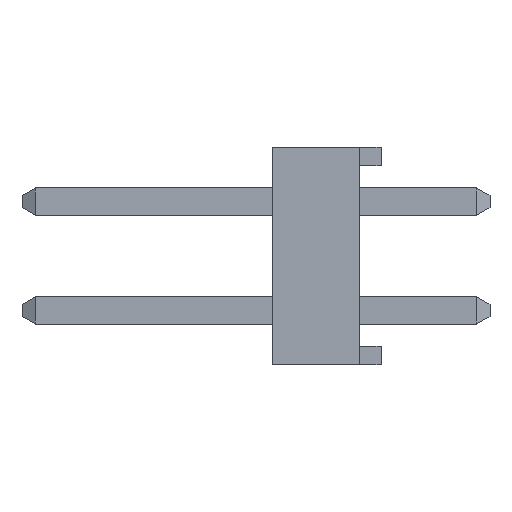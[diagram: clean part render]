
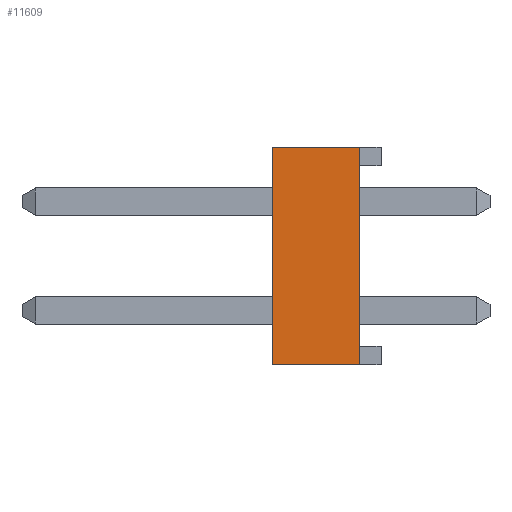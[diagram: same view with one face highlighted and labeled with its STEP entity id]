
A CAD part, left-side view. The second image highlights one B-rep face of the part: STEP entity #11609.
In plain terms, the highlighted planar face has unit normal (-1, 0, 0).
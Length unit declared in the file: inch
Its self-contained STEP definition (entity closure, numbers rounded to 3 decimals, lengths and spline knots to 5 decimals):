
#1199=ORIENTED_EDGE('',*,*,#4211,.F.);
#1200=ORIENTED_EDGE('',*,*,#3661,.F.);
#1201=ORIENTED_EDGE('',*,*,#4212,.F.);
#1202=ORIENTED_EDGE('',*,*,#3750,.T.);
#3661=EDGE_CURVE('',#5249,#5250,#6315,.T.);
#3750=EDGE_CURVE('',#5311,#5310,#6404,.T.);
#4211=EDGE_CURVE('',#5250,#5310,#6865,.T.);
#4212=EDGE_CURVE('',#5311,#5249,#6866,.T.);
#5249=VERTEX_POINT('',#16373);
#5250=VERTEX_POINT('',#16375);
#5310=VERTEX_POINT('',#16531);
#5311=VERTEX_POINT('',#16533);
#6315=LINE('',#16374,#7961);
#6404=LINE('',#16532,#8050);
#6865=LINE('',#17435,#8511);
#6866=LINE('',#17436,#8512);
#7961=VECTOR('',#13179,39.37008);
#8050=VECTOR('',#13284,39.37008);
#8511=VECTOR('',#14081,39.37008);
#8512=VECTOR('',#14082,39.37008);
#9501=EDGE_LOOP('',(#1199,#1200,#1201,#1202));
#10225=FACE_BOUND('',#9501,.T.);
#10949=PLANE('',#12295);
#11609=ADVANCED_FACE('',(#10225),#10949,.F.);
#12295=AXIS2_PLACEMENT_3D('',#17434,#14079,#14080);
#13179=DIRECTION('',(0.,-1.,0.));
#13284=DIRECTION('',(0.,-1.,0.));
#14079=DIRECTION('',(1.,0.,0.));
#14080=DIRECTION('',(0.,0.,-1.));
#14081=DIRECTION('',(0.,0.,-1.));
#14082=DIRECTION('',(0.,0.,1.));
#16373=CARTESIAN_POINT('',(-0.4,0.1,0.1));
#16374=CARTESIAN_POINT('',(-0.4,0.1,0.1));
#16375=CARTESIAN_POINT('',(-0.4,0.02,0.1));
#16531=CARTESIAN_POINT('',(-0.4,0.02,-0.1));
#16532=CARTESIAN_POINT('',(-0.4,0.1,-0.1));
#16533=CARTESIAN_POINT('',(-0.4,0.1,-0.1));
#17434=CARTESIAN_POINT('',(-0.4,0.1,-0.1));
#17435=CARTESIAN_POINT('',(-0.4,0.02,-0.1));
#17436=CARTESIAN_POINT('',(-0.4,0.1,-0.1));
